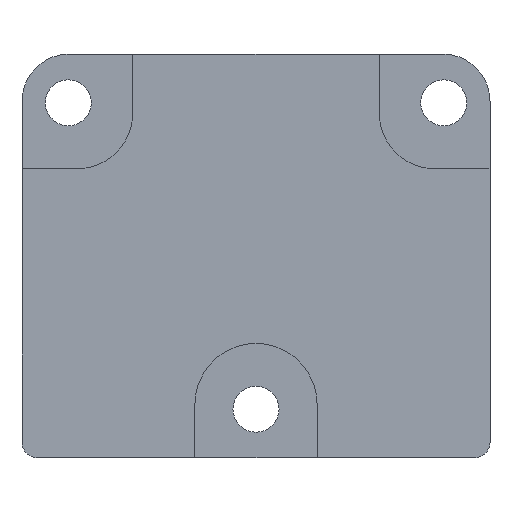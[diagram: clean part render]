
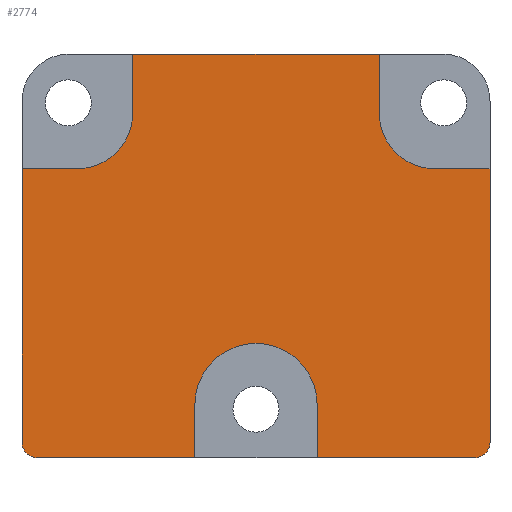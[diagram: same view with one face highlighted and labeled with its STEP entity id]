
A CAD part, front view. The second image highlights one B-rep face of the part: STEP entity #2774.
In plain terms, the highlighted planar face has unit normal (0, -1, 0).
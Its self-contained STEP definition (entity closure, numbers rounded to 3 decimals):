
#71 = LINE ( 'NONE', #2103, #4411 ) ;
#136 = DIRECTION ( 'NONE',  ( 0., 0., 1. ) ) ;
#243 = VECTOR ( 'NONE', #12415, 1000. ) ;
#506 = VECTOR ( 'NONE', #9954, 1000. ) ;
#542 = ORIENTED_EDGE ( 'NONE', *, *, #5961, .T. ) ;
#662 = VECTOR ( 'NONE', #2933, 1000. ) ;
#724 = ORIENTED_EDGE ( 'NONE', *, *, #7978, .F. ) ;
#832 = VERTEX_POINT ( 'NONE', #3229 ) ;
#837 = VERTEX_POINT ( 'NONE', #2107 ) ;
#917 = EDGE_CURVE ( 'NONE', #5935, #6807, #8953, .T. ) ;
#1382 = EDGE_CURVE ( 'NONE', #8875, #10106, #11343, .T. ) ;
#1568 = EDGE_CURVE ( 'NONE', #1696, #10106, #4158, .T. ) ;
#1576 = CIRCLE ( 'NONE', #10468, 5.277 ) ;
#1678 = CARTESIAN_POINT ( 'NONE',  ( 20.875, 0.5, -19.23 ) ) ;
#1696 = VERTEX_POINT ( 'NONE', #6846 ) ;
#1727 = VECTOR ( 'NONE', #9099, 1000. ) ;
#1806 = ORIENTED_EDGE ( 'NONE', *, *, #12543, .F. ) ;
#1854 = ORIENTED_EDGE ( 'NONE', *, *, #6449, .T. ) ;
#1881 = CARTESIAN_POINT ( 'NONE',  ( -11.788, 0.5, 23. ) ) ;
#1949 = DIRECTION ( 'NONE',  ( 0., 0., 1. ) ) ;
#2103 = CARTESIAN_POINT ( 'NONE',  ( 5.85, 0.5, -14.13 ) ) ;
#2107 = CARTESIAN_POINT ( 'NONE',  ( 22.375, 0.5, -17.73 ) ) ;
#2361 = LINE ( 'NONE', #5344, #11282 ) ;
#2369 = VECTOR ( 'NONE', #2954, 1000. ) ;
#2618 = ORIENTED_EDGE ( 'NONE', *, *, #1568, .F. ) ;
#2620 = CARTESIAN_POINT ( 'NONE',  ( 17.065, 0.5, 13.697 ) ) ;
#2626 = DIRECTION ( 'NONE',  ( 0., 0., -1. ) ) ;
#2766 = ORIENTED_EDGE ( 'NONE', *, *, #10114, .T. ) ;
#2774 = ADVANCED_FACE ( 'NONE', ( #6337 ), #10297, .T. ) ;
#2830 = VERTEX_POINT ( 'NONE', #8943 ) ;
#2878 = CARTESIAN_POINT ( 'NONE',  ( 0., 0.5, -3.394 ) ) ;
#2933 = DIRECTION ( 'NONE',  ( 1., 0., 0. ) ) ;
#2954 = DIRECTION ( 'NONE',  ( -1., 0., 0. ) ) ;
#3026 = DIRECTION ( 'NONE',  ( 0., -1., 0. ) ) ;
#3067 = EDGE_LOOP ( 'NONE', ( #1854, #5637, #5998, #6991, #12719, #2618, #8507, #11978, #12560, #4897, #2766, #1806, #542, #4239, #7069, #724 ) ) ;
#3197 = CARTESIAN_POINT ( 'NONE',  ( -22.375, 0.5, -17.73 ) ) ;
#3229 = CARTESIAN_POINT ( 'NONE',  ( 11.788, 0.5, 19.37 ) ) ;
#3360 = CARTESIAN_POINT ( 'NONE',  ( -5.85, 0.5, -14.13 ) ) ;
#3407 = CARTESIAN_POINT ( 'NONE',  ( 11.788, 0.5, 23. ) ) ;
#3439 = DIRECTION ( 'NONE',  ( 0., -1., 0. ) ) ;
#3604 = DIRECTION ( 'NONE',  ( 0., -1., 0. ) ) ;
#3715 = CARTESIAN_POINT ( 'NONE',  ( -17.065, 0.5, 8.42 ) ) ;
#3718 = EDGE_CURVE ( 'NONE', #8875, #12636, #4728, .T. ) ;
#3728 = DIRECTION ( 'NONE',  ( 0., 0., -1. ) ) ;
#4066 = LINE ( 'NONE', #8189, #506 ) ;
#4158 = CIRCLE ( 'NONE', #9116, 1.5 ) ;
#4161 = VERTEX_POINT ( 'NONE', #11242 ) ;
#4239 = ORIENTED_EDGE ( 'NONE', *, *, #10255, .F. ) ;
#4264 = AXIS2_PLACEMENT_3D ( 'NONE', #2878, #3604, #2626 ) ;
#4317 = CARTESIAN_POINT ( 'NONE',  ( -5.85, 0.5, -14.13 ) ) ;
#4378 = CARTESIAN_POINT ( 'NONE',  ( -17.065, 0.5, 8.42 ) ) ;
#4398 = CARTESIAN_POINT ( 'NONE',  ( 22.375, 0.5, 8.42 ) ) ;
#4411 = VECTOR ( 'NONE', #8114, 1000. ) ;
#4686 = VECTOR ( 'NONE', #9596, 1000. ) ;
#4691 = LINE ( 'NONE', #1881, #8973 ) ;
#4701 = CIRCLE ( 'NONE', #5113, 1.5 ) ;
#4728 = LINE ( 'NONE', #3715, #4686 ) ;
#4897 = ORIENTED_EDGE ( 'NONE', *, *, #10701, .F. ) ;
#5113 = AXIS2_PLACEMENT_3D ( 'NONE', #11256, #12219, #6345 ) ;
#5124 = CARTESIAN_POINT ( 'NONE',  ( -22.375, 0.5, -19.23 ) ) ;
#5303 = VERTEX_POINT ( 'NONE', #11722 ) ;
#5312 = AXIS2_PLACEMENT_3D ( 'NONE', #2620, #7429, #3728 ) ;
#5344 = CARTESIAN_POINT ( 'NONE',  ( 22.375, 0.5, -19.23 ) ) ;
#5495 = CARTESIAN_POINT ( 'NONE',  ( -22.375, 0.5, -19.23 ) ) ;
#5587 = CARTESIAN_POINT ( 'NONE',  ( 5.85, 0.5, -19.23 ) ) ;
#5637 = ORIENTED_EDGE ( 'NONE', *, *, #7702, .F. ) ;
#5865 = EDGE_CURVE ( 'NONE', #1696, #6807, #4066, .T. ) ;
#5935 = VERTEX_POINT ( 'NONE', #3360 ) ;
#5961 = EDGE_CURVE ( 'NONE', #837, #9341, #2361, .T. ) ;
#5998 = ORIENTED_EDGE ( 'NONE', *, *, #7214, .F. ) ;
#6148 = DIRECTION ( 'NONE',  ( 0., 1., 0. ) ) ;
#6212 = CARTESIAN_POINT ( 'NONE',  ( -20.875, 0.5, -17.73 ) ) ;
#6303 = LINE ( 'NONE', #3407, #10208 ) ;
#6337 = FACE_OUTER_BOUND ( 'NONE', #3067, .T. ) ;
#6345 = DIRECTION ( 'NONE',  ( 0., 0., -1. ) ) ;
#6449 = EDGE_CURVE ( 'NONE', #832, #4161, #8842, .T. ) ;
#6532 = CARTESIAN_POINT ( 'NONE',  ( 17.065, 0.5, 8.42 ) ) ;
#6807 = VERTEX_POINT ( 'NONE', #8433 ) ;
#6846 = CARTESIAN_POINT ( 'NONE',  ( -20.875, 0.5, -19.23 ) ) ;
#6991 = ORIENTED_EDGE ( 'NONE', *, *, #3718, .F. ) ;
#7069 = ORIENTED_EDGE ( 'NONE', *, *, #12805, .F. ) ;
#7188 = DIRECTION ( 'NONE',  ( 0., 0., 1. ) ) ;
#7193 = CARTESIAN_POINT ( 'NONE',  ( -22.375, 0.5, 8.42 ) ) ;
#7214 = EDGE_CURVE ( 'NONE', #12636, #10822, #1576, .T. ) ;
#7382 = EDGE_CURVE ( 'NONE', #5303, #5935, #11310, .T. ) ;
#7429 = DIRECTION ( 'NONE',  ( 0., -1., 0. ) ) ;
#7702 = EDGE_CURVE ( 'NONE', #10822, #4161, #4691, .T. ) ;
#7978 = EDGE_CURVE ( 'NONE', #832, #12177, #6303, .T. ) ;
#8114 = DIRECTION ( 'NONE',  ( 0., 0., 1. ) ) ;
#8147 = LINE ( 'NONE', #6532, #243 ) ;
#8189 = CARTESIAN_POINT ( 'NONE',  ( -22.375, 0.5, -19.23 ) ) ;
#8414 = VERTEX_POINT ( 'NONE', #1678 ) ;
#8433 = CARTESIAN_POINT ( 'NONE',  ( -5.85, 0.5, -19.23 ) ) ;
#8507 = ORIENTED_EDGE ( 'NONE', *, *, #5865, .T. ) ;
#8842 = LINE ( 'NONE', #12787, #2369 ) ;
#8848 = CARTESIAN_POINT ( 'NONE',  ( 0., 0.5, -14.13 ) ) ;
#8875 = VERTEX_POINT ( 'NONE', #7193 ) ;
#8943 = CARTESIAN_POINT ( 'NONE',  ( 17.065, 0.5, 8.42 ) ) ;
#8953 = LINE ( 'NONE', #4317, #1727 ) ;
#8973 = VECTOR ( 'NONE', #1949, 1000. ) ;
#9099 = DIRECTION ( 'NONE',  ( 0., 0., -1. ) ) ;
#9116 = AXIS2_PLACEMENT_3D ( 'NONE', #6212, #6148, #10110 ) ;
#9341 = VERTEX_POINT ( 'NONE', #4398 ) ;
#9421 = DIRECTION ( 'NONE',  ( 0., 0., -1. ) ) ;
#9440 = VECTOR ( 'NONE', #9480, 1000. ) ;
#9480 = DIRECTION ( 'NONE',  ( 0., 0., -1. ) ) ;
#9596 = DIRECTION ( 'NONE',  ( 1., 0., 0. ) ) ;
#9872 = LINE ( 'NONE', #5124, #662 ) ;
#9918 = CARTESIAN_POINT ( 'NONE',  ( -11.788, 0.5, 13.697 ) ) ;
#9954 = DIRECTION ( 'NONE',  ( 1., 0., 0. ) ) ;
#10106 = VERTEX_POINT ( 'NONE', #3197 ) ;
#10110 = DIRECTION ( 'NONE',  ( 0., 0., -1. ) ) ;
#10114 = EDGE_CURVE ( 'NONE', #12623, #8414, #9872, .T. ) ;
#10208 = VECTOR ( 'NONE', #9421, 1000. ) ;
#10255 = EDGE_CURVE ( 'NONE', #2830, #9341, #8147, .T. ) ;
#10290 = AXIS2_PLACEMENT_3D ( 'NONE', #8848, #3026, #136 ) ;
#10297 = PLANE ( 'NONE',  #4264 ) ;
#10468 = AXIS2_PLACEMENT_3D ( 'NONE', #12357, #3439, #7188 ) ;
#10701 = EDGE_CURVE ( 'NONE', #12623, #5303, #71, .T. ) ;
#10822 = VERTEX_POINT ( 'NONE', #9918 ) ;
#10896 = CIRCLE ( 'NONE', #5312, 5.277 ) ;
#11242 = CARTESIAN_POINT ( 'NONE',  ( -11.788, 0.5, 19.37 ) ) ;
#11256 = CARTESIAN_POINT ( 'NONE',  ( 20.875, 0.5, -17.73 ) ) ;
#11282 = VECTOR ( 'NONE', #12341, 1000. ) ;
#11310 = CIRCLE ( 'NONE', #10290, 5.85 ) ;
#11343 = LINE ( 'NONE', #5495, #9440 ) ;
#11722 = CARTESIAN_POINT ( 'NONE',  ( 5.85, 0.5, -14.13 ) ) ;
#11978 = ORIENTED_EDGE ( 'NONE', *, *, #917, .F. ) ;
#12177 = VERTEX_POINT ( 'NONE', #12506 ) ;
#12219 = DIRECTION ( 'NONE',  ( 0., 1., 0. ) ) ;
#12341 = DIRECTION ( 'NONE',  ( 0., 0., 1. ) ) ;
#12357 = CARTESIAN_POINT ( 'NONE',  ( -17.065, 0.5, 13.697 ) ) ;
#12415 = DIRECTION ( 'NONE',  ( 1., 0., 0. ) ) ;
#12506 = CARTESIAN_POINT ( 'NONE',  ( 11.788, 0.5, 13.697 ) ) ;
#12543 = EDGE_CURVE ( 'NONE', #837, #8414, #4701, .T. ) ;
#12560 = ORIENTED_EDGE ( 'NONE', *, *, #7382, .F. ) ;
#12623 = VERTEX_POINT ( 'NONE', #5587 ) ;
#12636 = VERTEX_POINT ( 'NONE', #4378 ) ;
#12719 = ORIENTED_EDGE ( 'NONE', *, *, #1382, .T. ) ;
#12787 = CARTESIAN_POINT ( 'NONE',  ( -22.375, 0.5, 19.37 ) ) ;
#12805 = EDGE_CURVE ( 'NONE', #12177, #2830, #10896, .T. ) ;
